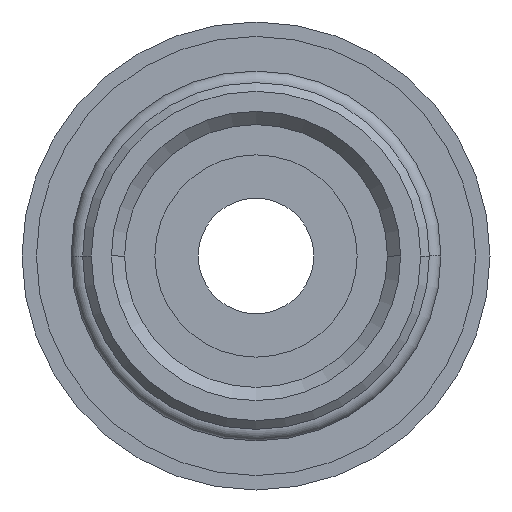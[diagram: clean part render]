
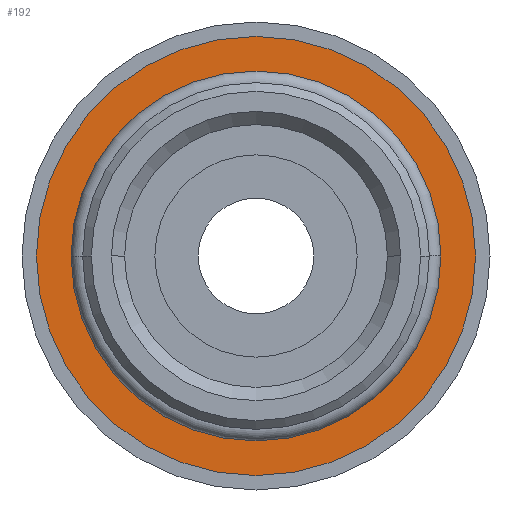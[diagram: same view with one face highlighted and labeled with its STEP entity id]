
A CAD part, front view. The second image highlights one B-rep face of the part: STEP entity #192.
In plain terms, the highlighted planar face has unit normal (0, -1, 0).
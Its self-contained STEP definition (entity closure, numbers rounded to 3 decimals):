
#192=ADVANCED_FACE('',(#420,#421),#422,.T.);
#420=FACE_OUTER_BOUND('',#685,.T.);
#421=FACE_BOUND('',#686,.T.);
#422=PLANE('',#687);
#685=EDGE_LOOP('',(#1159,#1160));
#686=EDGE_LOOP('',(#1161,#1162));
#687=AXIS2_PLACEMENT_3D('',#1163,#1164,#1165);
#1159=ORIENTED_EDGE('',*,*,#1690,.F.);
#1160=ORIENTED_EDGE('',*,*,#1706,.F.);
#1161=ORIENTED_EDGE('',*,*,#1601,.T.);
#1162=ORIENTED_EDGE('',*,*,#1659,.T.);
#1163=CARTESIAN_POINT('',(6.8,4.0,0.0));
#1164=DIRECTION('',(-0.0,-1.0,-0.0));
#1165=DIRECTION('',(-1.0,0.0,0.0));
#1601=EDGE_CURVE('',#1943,#1947,#1949,.T.);
#1659=EDGE_CURVE('',#1947,#1943,#2036,.T.);
#1690=EDGE_CURVE('',#2075,#2077,#2078,.T.);
#1706=EDGE_CURVE('',#2077,#2075,#2100,.T.);
#1943=VERTEX_POINT('',#2570);
#1947=VERTEX_POINT('',#2575);
#1949=CIRCLE('',#2578,6.0);
#2036=CIRCLE('',#2731,6.0);
#2075=VERTEX_POINT('',#2828);
#2077=VERTEX_POINT('',#2831);
#2078=CIRCLE('',#2832,7.6);
#2100=CIRCLE('',#2891,7.6);
#2570=CARTESIAN_POINT('',(6.0,4.0,0.0));
#2575=CARTESIAN_POINT('',(-6.0,4.0,0.));
#2578=AXIS2_PLACEMENT_3D('',#3210,#3211,#3212);
#2731=AXIS2_PLACEMENT_3D('',#3305,#3306,#3307);
#2828=CARTESIAN_POINT('',(7.6,4.0,0.0));
#2831=CARTESIAN_POINT('',(-7.6,4.0,0.));
#2832=AXIS2_PLACEMENT_3D('',#3348,#3349,#3350);
#2891=AXIS2_PLACEMENT_3D('',#3364,#3365,#3366);
#3210=CARTESIAN_POINT('',(0.0,4.0,0.0));
#3211=DIRECTION('',(-0.0,1.0,0.0));
#3212=DIRECTION('',(1.0,0.0,0.0));
#3305=CARTESIAN_POINT('',(0.0,4.0,0.0));
#3306=DIRECTION('',(-0.0,1.0,0.0));
#3307=DIRECTION('',(1.0,0.0,0.0));
#3348=CARTESIAN_POINT('',(0.0,4.0,0.0));
#3349=DIRECTION('',(-0.0,1.0,0.0));
#3350=DIRECTION('',(1.0,0.0,0.0));
#3364=CARTESIAN_POINT('',(0.0,4.0,0.0));
#3365=DIRECTION('',(-0.0,1.0,0.0));
#3366=DIRECTION('',(1.0,0.0,0.0));
